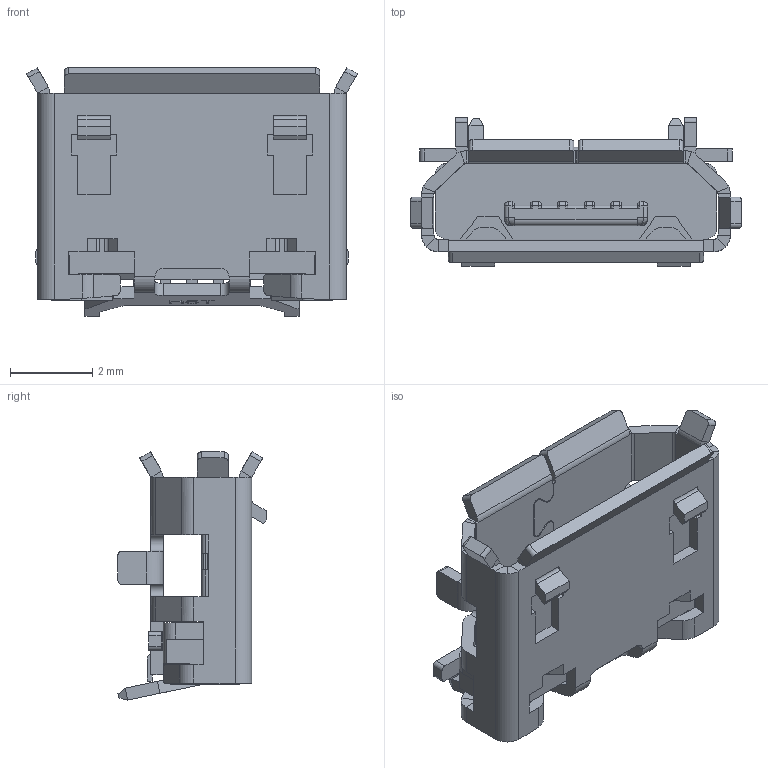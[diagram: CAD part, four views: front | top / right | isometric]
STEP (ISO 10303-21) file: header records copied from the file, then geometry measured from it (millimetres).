
FILE_DESCRIPTION((''),'2;1');
FILE_NAME('10103594_AFCI_SW0001','2016-05-20T',('1'),(''),'PRO/ENGINEER BY PARAMETRIC TECHNOLOGY CORPORATION, 2014000','PRO/ENGINEER BY PARAMETRIC TECHNOLOGY CORPORATION, 2014000','');
FILE_SCHEMA(('AUTOMOTIVE_DESIGN { 1 0 10303 214 1 1 1 1 }'));
Length unit declared in the file: inch
Products named in the file (1): 10103594_AFCI_SW0001
Bounding box: 8.04 x 3.6 x 6.03 mm (x, y, z)
Volume: 44.2 mm3; surface area: 280.7 mm2
Topology: 1 solids, 2 shells, 793 faces, 2230 edges, 1428 vertices
Faces by surface type: plane 599, cylinder 178, torus 10, bspline 4, sphere 2
Entity records: 31071 total; most frequent: CARTESIAN_POINT 4720, ORIENTED_EDGE 4456, DIRECTION 4172, EDGE_CURVE 2228, VECTOR 1818, LINE 1818, VERTEX_POINT 1428, AXIS2_PLACEMENT_3D 1177
